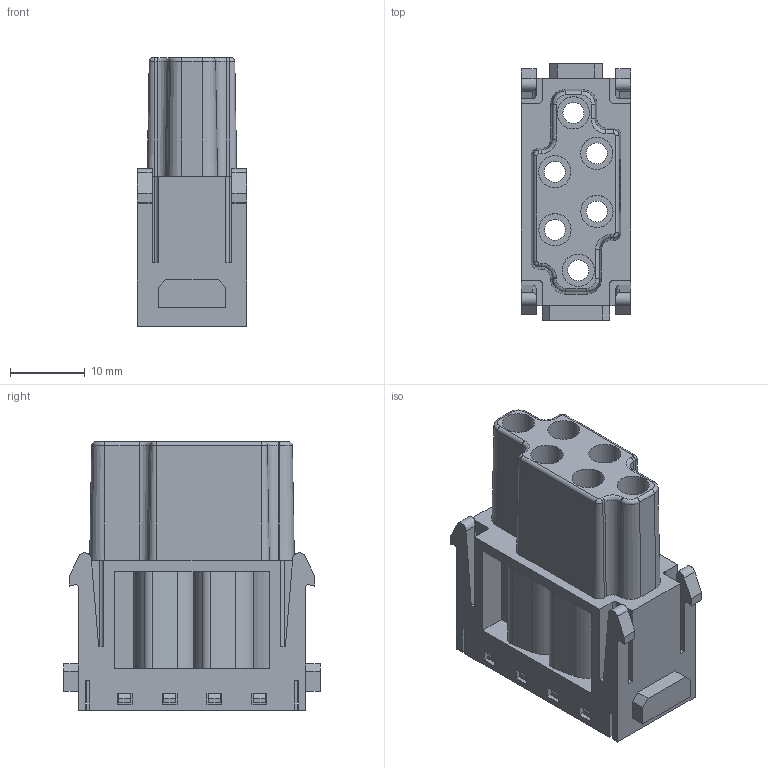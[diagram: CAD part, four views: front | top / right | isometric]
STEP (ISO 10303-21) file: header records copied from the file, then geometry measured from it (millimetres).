
FILE_DESCRIPTION(/* description */ (''),/* implementation_level */ '2;1');
FILE_NAME(/* name */ '100094946ugm000_c.stp',/* time_stamp */ '2017-09-29T09:00:04+02:00',/* author */ (''),/* organization */ (''),/* preprocessor_version */ 'ST-DEVELOPER v16',/* originating_system */ 'SIEMENS PLM Software NX 10.0',/* authorisation */ '');
FILE_SCHEMA (('AUTOMOTIVE_DESIGN { 1 0 10303 214 3 1 1 1 }'));
Length unit declared in the file: millimetre
Products named in the file (1): 100094946ugm000_c
Bounding box: 14.6 x 34.2 x 35.8 mm (x, y, z)
Volume: 8014.2 mm3; surface area: 8618.6 mm2
Topology: 1 solids, 1 shells, 574 faces, 1650 edges, 1204 vertices
Faces by surface type: plane 430, cylinder 87, bspline 24, extrusion 21, cone 12
Full cylindrical faces by diameter (mm): 0.759 x1, 0.897 x1, 2.8 x6, 4.3 x6, 4.8 x6
Entity records: 21305 total; most frequent: CARTESIAN_POINT 5518, ORIENTED_EDGE 3066, DIRECTION 2803, EDGE_CURVE 1533, VECTOR 1215, LINE 1194, VERTEX_POINT 1014, AXIS2_PLACEMENT_3D 794
